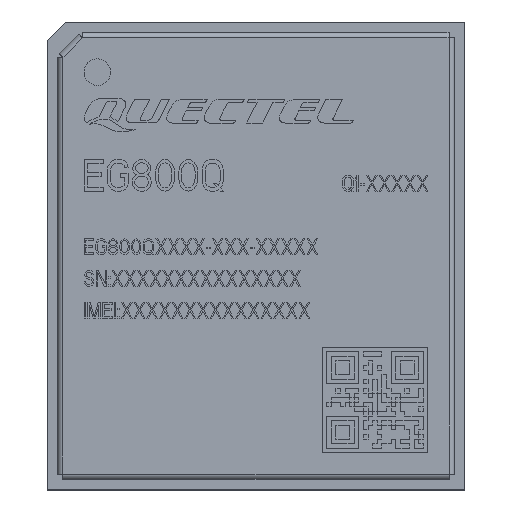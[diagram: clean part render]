
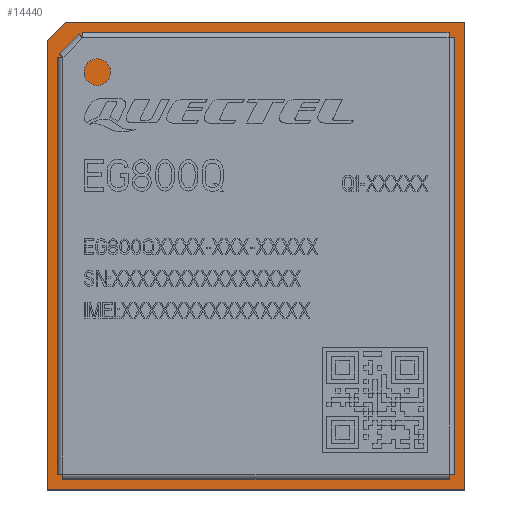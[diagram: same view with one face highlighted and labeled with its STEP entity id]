
A CAD part, top view. The second image highlights one B-rep face of the part: STEP entity #14440.
In plain terms, the highlighted free-form (B-spline) face has degree [1, 1] with [2, 2] control points.
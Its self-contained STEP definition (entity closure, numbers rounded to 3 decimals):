
#14335 = VERTEX_POINT('',#14336);
#14336 = CARTESIAN_POINT('',(21.048,23.579,0.));
#14343 = VERTEX_POINT('',#14344);
#14344 = CARTESIAN_POINT('',(0.933,23.579,0.));
#14349 = EDGE_CURVE('',#14335,#14343,#14350,.T.);
#14350 = B_SPLINE_CURVE_WITH_KNOTS('',1,(#14351,#14352),.UNSPECIFIED.,
  .F.,.F.,(2,2),(0.,15.1),.PIECEWISE_BEZIER_KNOTS.);
#14351 = CARTESIAN_POINT('',(21.048,23.579,0.));
#14352 = CARTESIAN_POINT('',(0.933,23.579,0.));
#14363 = VERTEX_POINT('',#14364);
#14364 = CARTESIAN_POINT('',(21.048,0.,0.));
#14371 = EDGE_CURVE('',#14363,#14335,#14372,.T.);
#14372 = B_SPLINE_CURVE_WITH_KNOTS('',1,(#14373,#14374),.UNSPECIFIED.,
  .F.,.F.,(2,2),(0.,17.7),.PIECEWISE_BEZIER_KNOTS.);
#14373 = CARTESIAN_POINT('',(21.048,0.,0.));
#14374 = CARTESIAN_POINT('',(21.048,23.579,0.));
#14385 = VERTEX_POINT('',#14386);
#14386 = CARTESIAN_POINT('',(0.,0.,0.));
#14393 = EDGE_CURVE('',#14385,#14363,#14394,.T.);
#14394 = B_SPLINE_CURVE_WITH_KNOTS('',1,(#14395,#14396),.UNSPECIFIED.,
  .F.,.F.,(2,2),(0.,15.8),.PIECEWISE_BEZIER_KNOTS.);
#14395 = CARTESIAN_POINT('',(0.,0.,0.));
#14396 = CARTESIAN_POINT('',(21.048,0.,0.));
#14407 = VERTEX_POINT('',#14408);
#14408 = CARTESIAN_POINT('',(0.,22.647,0.));
#14415 = EDGE_CURVE('',#14407,#14385,#14416,.T.);
#14416 = B_SPLINE_CURVE_WITH_KNOTS('',1,(#14417,#14418),.UNSPECIFIED.,
  .F.,.F.,(2,2),(0.,17.),.PIECEWISE_BEZIER_KNOTS.);
#14417 = CARTESIAN_POINT('',(0.,22.647,0.));
#14418 = CARTESIAN_POINT('',(0.,0.,0.));
#14431 = EDGE_CURVE('',#14343,#14407,#14432,.T.);
#14432 = B_SPLINE_CURVE_WITH_KNOTS('',1,(#14433,#14434),.UNSPECIFIED.,
  .F.,.F.,(2,2),(0.,0.99),.PIECEWISE_BEZIER_KNOTS.);
#14433 = CARTESIAN_POINT('',(0.933,23.579,0.));
#14434 = CARTESIAN_POINT('',(0.,22.647,0.));
#14440 = ADVANCED_FACE('',(#14441),#14448,.T.);
#14441 = FACE_BOUND('',#14442,.T.);
#14442 = EDGE_LOOP('',(#14443,#14444,#14445,#14446,#14447));
#14443 = ORIENTED_EDGE('',*,*,#14415,.T.);
#14444 = ORIENTED_EDGE('',*,*,#14393,.T.);
#14445 = ORIENTED_EDGE('',*,*,#14371,.T.);
#14446 = ORIENTED_EDGE('',*,*,#14349,.T.);
#14447 = ORIENTED_EDGE('',*,*,#14431,.T.);
#14448 = B_SPLINE_SURFACE_WITH_KNOTS('',1,1,(
    (#14449,#14450)
    ,(#14451,#14452
    )),.UNSPECIFIED.,.F.,.F.,.F.,(2,2),(2,2),(0.,15.8),(0.,17.7),
  .PIECEWISE_BEZIER_KNOTS.);
#14449 = CARTESIAN_POINT('',(0.,0.,0.));
#14450 = CARTESIAN_POINT('',(0.,23.579,0.));
#14451 = CARTESIAN_POINT('',(21.048,0.,0.));
#14452 = CARTESIAN_POINT('',(21.048,23.579,0.));
